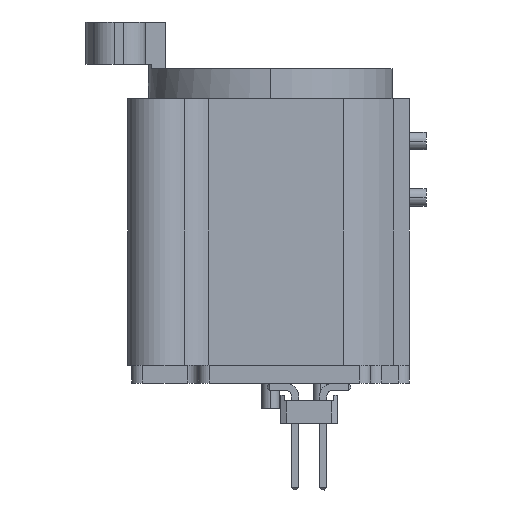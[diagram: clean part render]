
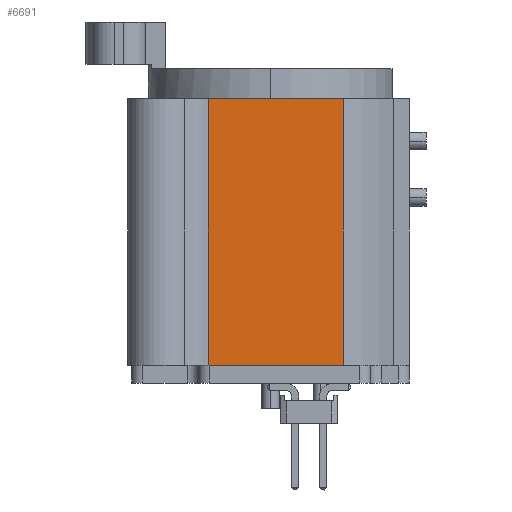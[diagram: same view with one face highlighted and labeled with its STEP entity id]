
A CAD part, left-side view. The second image highlights one B-rep face of the part: STEP entity #6691.
In plain terms, the highlighted face is planar.
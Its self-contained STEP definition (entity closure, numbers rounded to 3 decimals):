
#6155 = VERTEX_POINT('',#6156);
#6156 = CARTESIAN_POINT('',(11.,0.,0.));
#6163 = EDGE_CURVE('',#6155,#6164,#6166,.T.);
#6164 = VERTEX_POINT('',#6165);
#6165 = CARTESIAN_POINT('',(11.,5.588,0.));
#6166 = LINE('',#6167,#6168);
#6167 = CARTESIAN_POINT('',(11.,0.,0.));
#6168 = VECTOR('',#6169,1.);
#6169 = DIRECTION('',(0.,1.,0.));
#6291 = VERTEX_POINT('',#6292);
#6292 = CARTESIAN_POINT('',(11.,-6.545,0.));
#6299 = EDGE_CURVE('',#6291,#6155,#6300,.T.);
#6300 = LINE('',#6301,#6302);
#6301 = CARTESIAN_POINT('',(11.,-6.545,0.));
#6302 = VECTOR('',#6303,1.);
#6303 = DIRECTION('',(0.,1.,0.));
#6421 = VERTEX_POINT('',#6422);
#6422 = CARTESIAN_POINT('',(11.,5.588,24.));
#6429 = EDGE_CURVE('',#6430,#6421,#6432,.T.);
#6430 = VERTEX_POINT('',#6431);
#6431 = CARTESIAN_POINT('',(11.,-6.545,24.));
#6432 = LINE('',#6433,#6434);
#6433 = CARTESIAN_POINT('',(11.,-6.545,24.));
#6434 = VECTOR('',#6435,1.);
#6435 = DIRECTION('',(0.,1.,0.));
#6679 = EDGE_CURVE('',#6164,#6421,#6680,.T.);
#6680 = LINE('',#6681,#6682);
#6681 = CARTESIAN_POINT('',(11.,5.588,0.));
#6682 = VECTOR('',#6683,1.);
#6683 = DIRECTION('',(0.,0.,1.));
#6691 = ADVANCED_FACE('',(#6692),#6704,.T.);
#6692 = FACE_BOUND('',#6693,.F.);
#6693 = EDGE_LOOP('',(#6694,#6695,#6701,#6702,#6703));
#6694 = ORIENTED_EDGE('',*,*,#6299,.F.);
#6695 = ORIENTED_EDGE('',*,*,#6696,.T.);
#6696 = EDGE_CURVE('',#6291,#6430,#6697,.T.);
#6697 = LINE('',#6698,#6699);
#6698 = CARTESIAN_POINT('',(11.,-6.545,0.));
#6699 = VECTOR('',#6700,1.);
#6700 = DIRECTION('',(0.,0.,1.));
#6701 = ORIENTED_EDGE('',*,*,#6429,.T.);
#6702 = ORIENTED_EDGE('',*,*,#6679,.F.);
#6703 = ORIENTED_EDGE('',*,*,#6163,.F.);
#6704 = PLANE('',#6705);
#6705 = AXIS2_PLACEMENT_3D('',#6706,#6707,#6708);
#6706 = CARTESIAN_POINT('',(11.,-6.545,0.));
#6707 = DIRECTION('',(1.,0.,0.));
#6708 = DIRECTION('',(0.,1.,0.));
